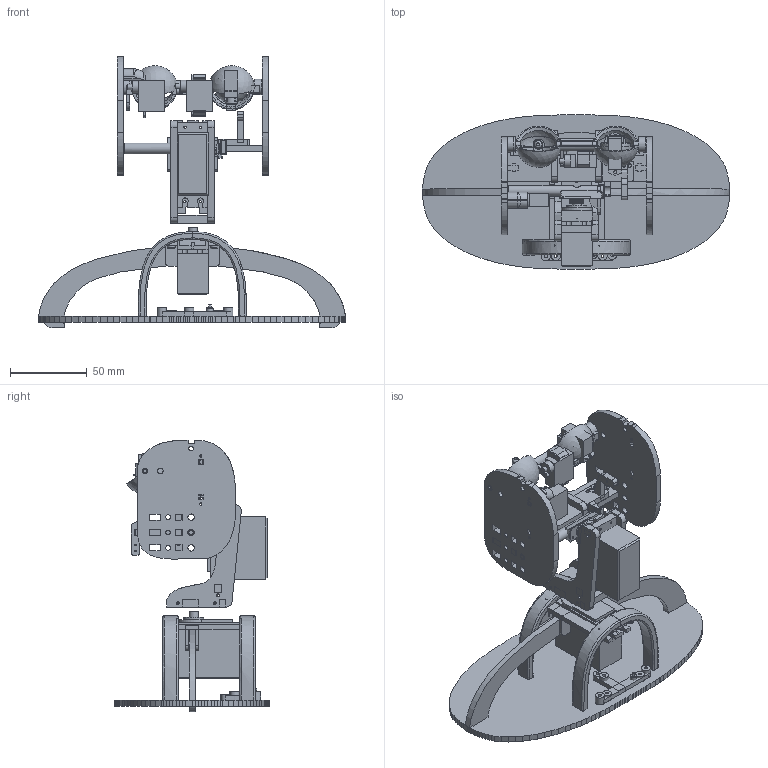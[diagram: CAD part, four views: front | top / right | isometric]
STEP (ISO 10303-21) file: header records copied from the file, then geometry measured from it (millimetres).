
FILE_DESCRIPTION(/* description */ (''),/* implementation_level */ '2;1');
FILE_NAME(/* name */ '6_Head_Tilt_Servo_Mount_Upper_20250902.step',/* time_stamp */ '2025-09-02T16:37:23+01:00',/* author */ (''),/* organization */ (''),/* preprocessor_version */ 'ST-DEVELOPER v20.1',/* originating_system */ 'Autodesk Translation Framework v14.10.0.0',/* authorisation */ '');
FILE_SCHEMA (('AUTOMOTIVE_DESIGN { 1 0 10303 214 3 1 1 }'));
Products named in the file (27): Xyloh_Complete_Model_20250901Pivot; BaseFlat; Cheeks; NeckUprights; BaseShoulders; Jaw; OhbotPlate; NeckBambooV2 v3; NeckServoMountUpper; NeckServoMountLower; NeckBase; Component26; MidArchRightHorizontal; MidArchLeftHorizontal; Base Arch RearOne; Base Arch Front; Eyebox; Eyelid Lower; UpperLid; OhbotWood Powered Eyeball Back 20250203 v2; Oh3HeadTiltPivot_Original v2; ServoHeadRoll; #69835; D Eyetilt Servo Mount 20250224 v2; PCBbasecaddy & ServoPlugGrip; Ohbot_PaperFace_headnod_motor_bracket PLA v6 v1; UpperBracket
Assembly tree (29 placements, depth 3):
  Xyloh_Complete_Model_20250901Pivot
    BaseFlat
    Cheeks
    NeckUprights
    BaseShoulders
    Jaw
    OhbotPlate
    NeckBambooV2 v3
      NeckServoMountUpper
      NeckServoMountLower
      NeckBase
    Component26
    MidArchRightHorizontal
    MidArchLeftHorizontal
    Base Arch RearOne
    Base Arch Front
    Eyebox
    Eyelid Lower
    UpperLid
    OhbotWood Powered Eyeball Back 20250203 v2
    Oh3HeadTiltPivot_Original v2
    ServoHeadRoll  x2
    #69835  x3
    D Eyetilt Servo Mount 20250224 v2
    PCBbasecaddy & ServoPlugGrip
    Ohbot_PaperFace_headnod_motor_bracket PLA v6 v1
      UpperBracket
Bounding box: 200.12 x 100.23 x 176.53 mm (x, y, z)
Volume: 255934.2 mm3; surface area: 146915.5 mm2
Topology: 129 solids, 129 shells, 2188 faces, 5633 edges, 3704 vertices
Faces by surface type: plane 1438, cylinder 372, bspline 293, sphere 33, cone 26, torus 26
Full cylindrical faces by diameter (mm): 1 x11, 1.25 x2, 1.3 x2, 1.5 x32, 1.8 x19, 2 x32, 2.2 x3, 2.4 x3, 3 x18, 3.413 x3, 3.5 x3, 3.55 x6, 3.7 x5, 3.9 x2, 3.91 x2, 4 x3, 4.1 x6, 4.2 x6, 4.214 x1, 4.5 x5, 4.764 x1, 4.8 x2, 4.94 x2, 5 x4, 5.6 x2, 5.9 x2, 6 x9, 7 x1, 7.5 x1, 7.9 x3
Entity records: 69290 total; most frequent: CARTESIAN_POINT 18757, ORIENTED_EDGE 10724, DIRECTION 9428, EDGE_CURVE 5362, LINE 3774, VECTOR 3774, VERTEX_POINT 3551, AXIS2_PLACEMENT_3D 2827
